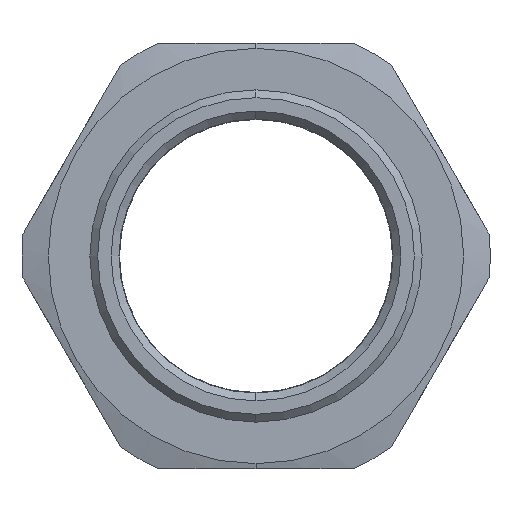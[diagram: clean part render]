
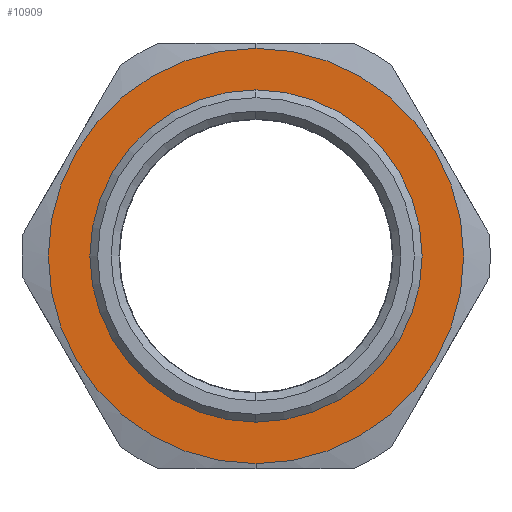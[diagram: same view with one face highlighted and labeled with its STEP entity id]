
A CAD part, left-side view. The second image highlights one B-rep face of the part: STEP entity #10909.
In plain terms, the highlighted planar face has unit normal (-1, 0, 0).
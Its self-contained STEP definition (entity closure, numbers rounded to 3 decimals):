
#1487 = CARTESIAN_POINT ( 'NONE',  ( 15.3, 0., 0. ) ) ;
#1512 = DIRECTION ( 'NONE',  ( 1., 0., 0. ) ) ;
#1522 = AXIS2_PLACEMENT_3D ( 'NONE', #1647, #1512, #1808 ) ;
#1574 = AXIS2_PLACEMENT_3D ( 'NONE', #1487, #1710, #2135 ) ;
#1647 = CARTESIAN_POINT ( 'NONE',  ( 15.3, 0., 0. ) ) ;
#1710 = DIRECTION ( 'NONE',  ( 1., 0., 0. ) ) ;
#1808 = DIRECTION ( 'NONE',  ( 0., 0., -1. ) ) ;
#1949 = CARTESIAN_POINT ( 'NONE',  ( 15.3, 0., 16. ) ) ;
#2135 = DIRECTION ( 'NONE',  ( 0., 0., -1. ) ) ;
#2839 = AXIS2_PLACEMENT_3D ( 'NONE', #13644, #13580, #13560 ) ;
#3499 = EDGE_LOOP ( 'NONE', ( #7774, #7349 ) ) ;
#4005 = CIRCLE ( 'NONE', #2839, 16. ) ;
#4021 = EDGE_CURVE ( 'NONE', #8652, #8258, #4005, .T. ) ;
#5523 = CIRCLE ( 'NONE', #15027, 16. ) ;
#6012 = CARTESIAN_POINT ( 'NONE',  ( 15.3, 0., 20. ) ) ;
#6049 = FACE_OUTER_BOUND ( 'NONE', #3499, .T. ) ;
#6124 = FACE_BOUND ( 'NONE', #8032, .T. ) ;
#6518 = EDGE_CURVE ( 'NONE', #6882, #7332, #16475, .T. ) ;
#6542 = ORIENTED_EDGE ( 'NONE', *, *, #4021, .T. ) ;
#6688 = EDGE_CURVE ( 'NONE', #7332, #6882, #16149, .T. ) ;
#6882 = VERTEX_POINT ( 'NONE', #6012 ) ;
#7054 = DIRECTION ( 'NONE',  ( 0., 0., -1. ) ) ;
#7065 = DIRECTION ( 'NONE',  ( 1., 0., 0. ) ) ;
#7069 = CARTESIAN_POINT ( 'NONE',  ( 15.3, 0., 0. ) ) ;
#7144 = ORIENTED_EDGE ( 'NONE', *, *, #11122, .T. ) ;
#7332 = VERTEX_POINT ( 'NONE', #11902 ) ;
#7349 = ORIENTED_EDGE ( 'NONE', *, *, #6518, .F. ) ;
#7774 = ORIENTED_EDGE ( 'NONE', *, *, #6688, .F. ) ;
#8032 = EDGE_LOOP ( 'NONE', ( #7144, #6542 ) ) ;
#8258 = VERTEX_POINT ( 'NONE', #9557 ) ;
#8652 = VERTEX_POINT ( 'NONE', #1949 ) ;
#9557 = CARTESIAN_POINT ( 'NONE',  ( 15.3, 0., -16. ) ) ;
#10909 = ADVANCED_FACE ( 'NONE', ( #6049, #6124 ), #11650, .F. ) ;
#11122 = EDGE_CURVE ( 'NONE', #8258, #8652, #5523, .T. ) ;
#11596 = DIRECTION ( 'NONE',  ( 0., 0., -1. ) ) ;
#11615 = DIRECTION ( 'NONE',  ( 1., 0., 0. ) ) ;
#11636 = CARTESIAN_POINT ( 'NONE',  ( 15.3, 16., 0. ) ) ;
#11650 = PLANE ( 'NONE',  #15140 ) ;
#11902 = CARTESIAN_POINT ( 'NONE',  ( 15.3, 0., -20. ) ) ;
#13560 = DIRECTION ( 'NONE',  ( 0., 0., -1. ) ) ;
#13580 = DIRECTION ( 'NONE',  ( 1., 0., 0. ) ) ;
#13644 = CARTESIAN_POINT ( 'NONE',  ( 15.3, 0., 0. ) ) ;
#15027 = AXIS2_PLACEMENT_3D ( 'NONE', #7069, #7065, #7054 ) ;
#15140 = AXIS2_PLACEMENT_3D ( 'NONE', #11636, #11615, #11596 ) ;
#16149 = CIRCLE ( 'NONE', #1522, 20. ) ;
#16475 = CIRCLE ( 'NONE', #1574, 20. ) ;
